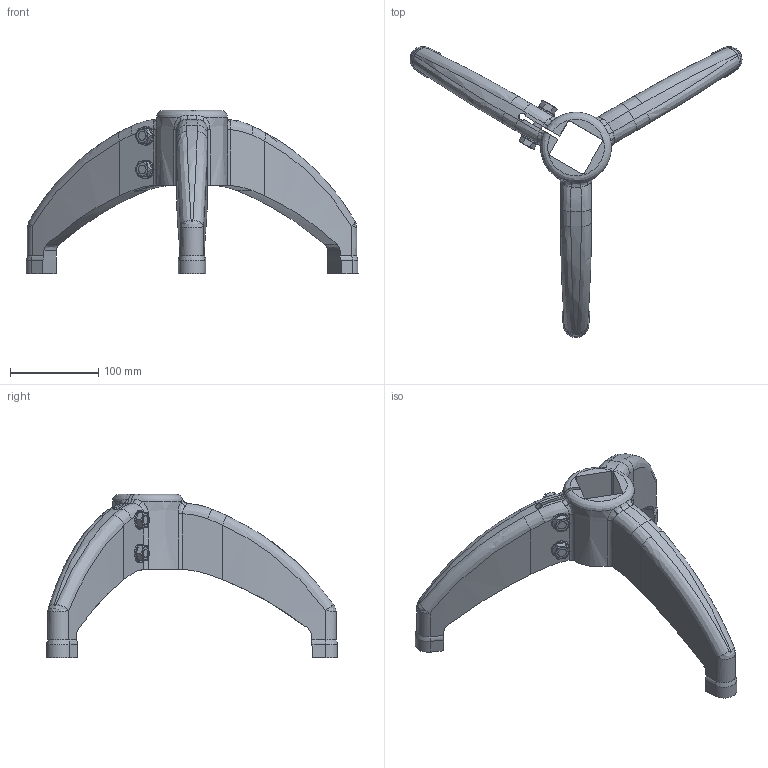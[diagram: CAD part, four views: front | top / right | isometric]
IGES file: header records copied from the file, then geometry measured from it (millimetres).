
Global section: file name: 530460; native system: Autodesk Inventor 2021; preprocessor: unknown; author: Mrówczyńska,,; organization: 11; date: 20221017.133007; units: millimetre
Bounding box: 375.38 x 328.96 x 185 mm (x, y, z)
Volume: 1388908.8 mm3; surface area: 170697.5 mm2
Topology: 7 solids, 7 shells, 195 faces, 1002 edges, 839 vertices
Faces by surface type: bspline 191, revolution 4
